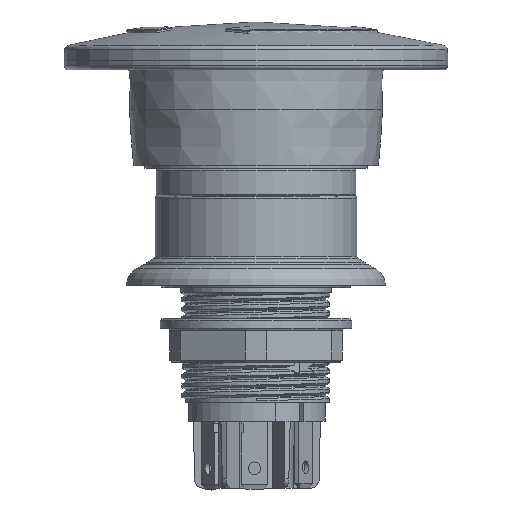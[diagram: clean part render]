
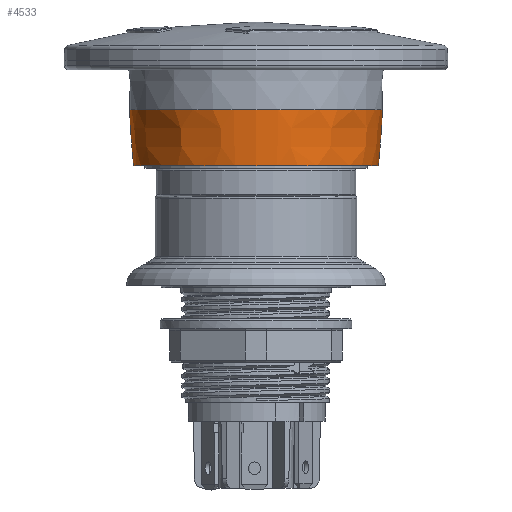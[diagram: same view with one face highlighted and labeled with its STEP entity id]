
A CAD part, left-side view. The second image highlights one B-rep face of the part: STEP entity #4533.
In plain terms, the highlighted free-form (B-spline) face has degree [3, 3] with [4, 7] control points.
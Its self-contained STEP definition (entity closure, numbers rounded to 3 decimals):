
#4533 = ADVANCED_FACE( '', ( #9163, #9164 ), #9165, .T. );
#9163 = FACE_OUTER_BOUND( '', #37652, .T. );
#9164 = FACE_OUTER_BOUND( '', #37653, .T. );
#9165 = ( BOUNDED_SURFACE(  )B_SPLINE_SURFACE( 3, 3, ( ( #37656, #37657, #37658, #37659, #37660, #37661, #37662 ), ( #37663, #37664, #37665, #37666, #37667, #37668, #37669 ), ( #37670, #37671, #37672, #37673, #37674, #37675, #37676 ), ( #37677, #37678, #37679, #37680, #37681, #37682, #37683 ) ), .UNSPECIFIED., .F., .T., .F. )B_SPLINE_SURFACE_WITH_KNOTS( ( 4, 4 ), ( 4, 3, 4 ), ( 0., 6.283 ), ( 0.044, 0.073, 0.103 ), .UNSPECIFIED. )GEOMETRIC_REPRESENTATION_ITEM(  )RATIONAL_B_SPLINE_SURFACE( ( ( 1., 0.333, 0.333, 1., 0.333, 0.333, 1. ), ( 1., 0.333, 0.333, 1., 0.333, 0.333, 1. ), ( 1., 0.333, 0.333, 1., 0.333, 0.333, 1. ), ( 1., 0.333, 0.333, 1., 0.333, 0.333, 1. ) ) )REPRESENTATION_ITEM( '' )SURFACE(  ) );
#37652 = EDGE_LOOP( '', ( #51125 ) );
#37653 = EDGE_LOOP( '', ( #51126 ) );
#37656 = CARTESIAN_POINT( '', ( -12.75, 0., 0. ) );
#37657 = CARTESIAN_POINT( '', ( -12.75, 25.5, 0. ) );
#37658 = CARTESIAN_POINT( '', ( 12.75, 25.5, 0. ) );
#37659 = CARTESIAN_POINT( '', ( 12.75, 0., 0. ) );
#37660 = CARTESIAN_POINT( '', ( 12.75, -25.5, 0. ) );
#37661 = CARTESIAN_POINT( '', ( -12.75, -25.5, 0. ) );
#37662 = CARTESIAN_POINT( '', ( -12.75, 0., 0. ) );
#37663 = CARTESIAN_POINT( '', ( -12.951, 0., 1.954 ) );
#37664 = CARTESIAN_POINT( '', ( -12.951, 25.902, 1.954 ) );
#37665 = CARTESIAN_POINT( '', ( 12.951, 25.902, 1.954 ) );
#37666 = CARTESIAN_POINT( '', ( 12.951, 0., 1.954 ) );
#37667 = CARTESIAN_POINT( '', ( 12.951, -25.902, 1.954 ) );
#37668 = CARTESIAN_POINT( '', ( -12.951, -25.902, 1.954 ) );
#37669 = CARTESIAN_POINT( '', ( -12.951, 0., 1.954 ) );
#37670 = CARTESIAN_POINT( '', ( -13.095, 0., 3.913 ) );
#37671 = CARTESIAN_POINT( '', ( -13.095, 26.189, 3.913 ) );
#37672 = CARTESIAN_POINT( '', ( 13.095, 26.189, 3.913 ) );
#37673 = CARTESIAN_POINT( '', ( 13.095, 0., 3.913 ) );
#37674 = CARTESIAN_POINT( '', ( 13.095, -26.189, 3.913 ) );
#37675 = CARTESIAN_POINT( '', ( -13.095, -26.189, 3.913 ) );
#37676 = CARTESIAN_POINT( '', ( -13.095, 0., 3.913 ) );
#37677 = CARTESIAN_POINT( '', ( -13.18, 0., 5.875 ) );
#37678 = CARTESIAN_POINT( '', ( -13.18, 26.36, 5.875 ) );
#37679 = CARTESIAN_POINT( '', ( 13.18, 26.36, 5.875 ) );
#37680 = CARTESIAN_POINT( '', ( 13.18, 0., 5.875 ) );
#37681 = CARTESIAN_POINT( '', ( 13.18, -26.36, 5.875 ) );
#37682 = CARTESIAN_POINT( '', ( -13.18, -26.36, 5.875 ) );
#37683 = CARTESIAN_POINT( '', ( -13.18, 0., 5.875 ) );
#51125 = ORIENTED_EDGE( '', *, *, #52884, .T. );
#51126 = ORIENTED_EDGE( '', *, *, #56693, .F. );
#52884 = EDGE_CURVE( '', #58483, #58483, #58484, .T. );
#56693 = EDGE_CURVE( '', #64201, #64201, #64202, .T. );
#58483 = VERTEX_POINT( '', #67916 );
#58484 = CIRCLE( '', #67917, 13.18 );
#64201 = VERTEX_POINT( '', #85898 );
#64202 = CIRCLE( '', #85899, 12.75 );
#67916 = CARTESIAN_POINT( '', ( -13.18, 0., 5.875 ) );
#67917 = AXIS2_PLACEMENT_3D( '', #89456, #89457, #89458 );
#85898 = CARTESIAN_POINT( '', ( -12.75, 0., 0. ) );
#85899 = AXIS2_PLACEMENT_3D( '', #93419, #93420, #93421 );
#89456 = CARTESIAN_POINT( '', ( 0., 0., 5.875 ) );
#89457 = DIRECTION( '', ( 0., 0., -1. ) );
#89458 = DIRECTION( '', ( -1., 0., 0. ) );
#93419 = CARTESIAN_POINT( '', ( 0., 0., 0. ) );
#93420 = DIRECTION( '', ( 0., 0., -1. ) );
#93421 = DIRECTION( '', ( -1., 0., 0. ) );
